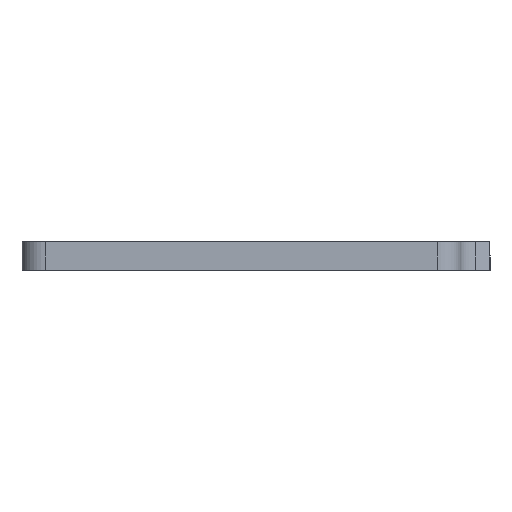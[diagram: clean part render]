
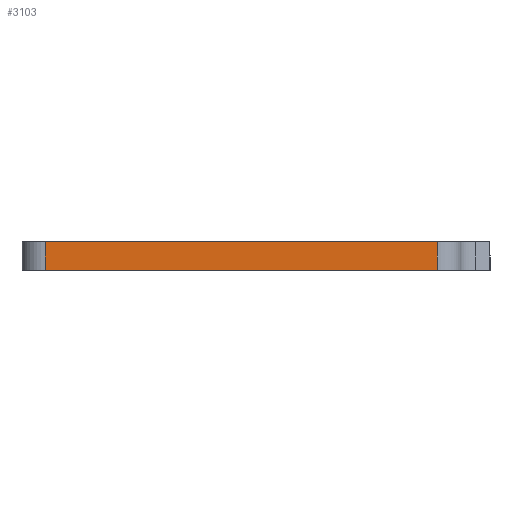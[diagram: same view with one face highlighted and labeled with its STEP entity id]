
A CAD part, left-side view. The second image highlights one B-rep face of the part: STEP entity #3103.
In plain terms, the highlighted planar face has unit normal (-1, 0, 0).
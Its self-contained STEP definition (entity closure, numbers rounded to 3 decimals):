
#79=PLANE('',#3355);
#153=FACE_OUTER_BOUND('',#338,.T.);
#338=EDGE_LOOP('',(#2259,#2260,#2261,#2262));
#527=LINE('',#4611,#826);
#589=LINE('',#4880,#888);
#590=LINE('',#4883,#889);
#591=LINE('',#4884,#890);
#826=VECTOR('',#3643,10.);
#888=VECTOR('',#3869,10.);
#889=VECTOR('',#3872,10.);
#890=VECTOR('',#3873,10.);
#1304=VERTEX_POINT('',#4608);
#1305=VERTEX_POINT('',#4610);
#1430=VERTEX_POINT('',#4878);
#1431=VERTEX_POINT('',#4882);
#1623=EDGE_CURVE('',#1305,#1304,#527,.T.);
#1759=EDGE_CURVE('',#1430,#1304,#589,.T.);
#1760=EDGE_CURVE('',#1430,#1431,#590,.T.);
#1761=EDGE_CURVE('',#1305,#1431,#591,.T.);
#2259=ORIENTED_EDGE('',*,*,#1759,.F.);
#2260=ORIENTED_EDGE('',*,*,#1760,.T.);
#2261=ORIENTED_EDGE('',*,*,#1761,.F.);
#2262=ORIENTED_EDGE('',*,*,#1623,.T.);
#3103=ADVANCED_FACE('',(#153),#79,.F.);
#3355=AXIS2_PLACEMENT_3D('',#4881,#3870,#3871);
#3643=DIRECTION('',(0.,-1.,0.));
#3869=DIRECTION('',(0.,0.,-1.));
#3870=DIRECTION('center_axis',(1.,0.,0.));
#3871=DIRECTION('ref_axis',(0.,1.,0.));
#3872=DIRECTION('',(0.,1.,0.));
#3873=DIRECTION('',(0.,0.,1.));
#4608=CARTESIAN_POINT('',(-70.423,-41.414,-3.));
#4610=CARTESIAN_POINT('',(-70.423,40.136,-3.));
#4611=CARTESIAN_POINT('',(-70.423,-1.839,-3.));
#4878=CARTESIAN_POINT('',(-70.423,-41.414,3.));
#4880=CARTESIAN_POINT('',(-70.423,-41.414,0.));
#4881=CARTESIAN_POINT('Origin',(-70.423,-18.013,0.));
#4882=CARTESIAN_POINT('',(-70.423,40.136,3.));
#4883=CARTESIAN_POINT('',(-70.423,-1.85,3.));
#4884=CARTESIAN_POINT('',(-70.423,40.136,1.25));
